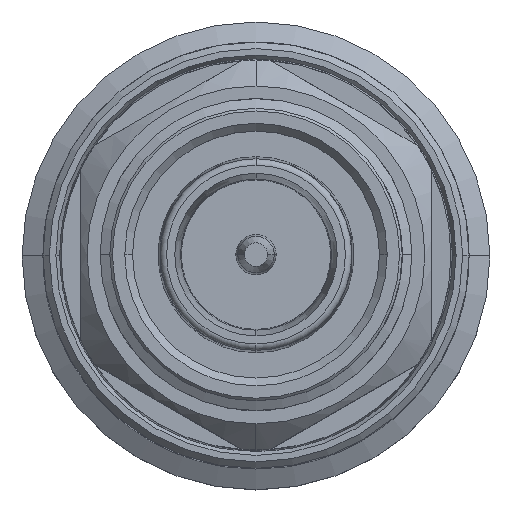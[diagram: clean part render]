
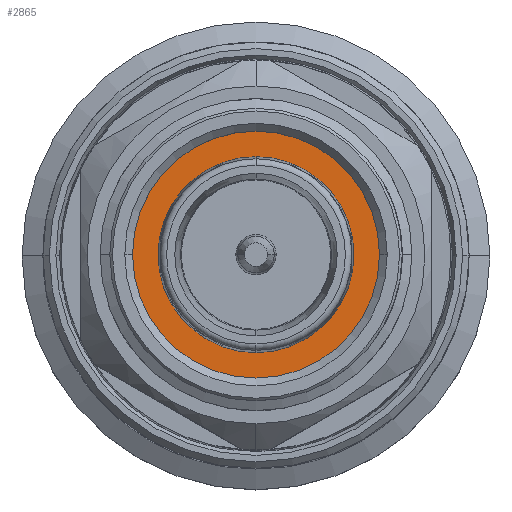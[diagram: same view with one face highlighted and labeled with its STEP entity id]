
A CAD part, top view. The second image highlights one B-rep face of the part: STEP entity #2865.
In plain terms, the highlighted planar face has unit normal (0, 0, 1).
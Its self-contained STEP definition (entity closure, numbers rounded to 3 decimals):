
#571 = FACE_BOUND ( 'NONE', #30523, .T. ) ;
#1139 = DIRECTION ( 'NONE',  ( 0., 0., -1. ) ) ;
#2865 = ADVANCED_FACE ( 'NONE', ( #571, #22412 ), #18274, .F. ) ;
#4042 = CIRCLE ( 'NONE', #26616, 9.5 ) ;
#4597 = EDGE_CURVE ( 'NONE', #10314, #32311, #19691, .T. ) ;
#4675 = CARTESIAN_POINT ( 'NONE',  ( 0., 0., -3.912 ) ) ;
#5696 = ORIENTED_EDGE ( 'NONE', *, *, #14013, .T. ) ;
#6653 = CIRCLE ( 'NONE', #29292, 7.54 ) ;
#7435 = DIRECTION ( 'NONE',  ( -1., 0., 0. ) ) ;
#9870 = CARTESIAN_POINT ( 'NONE',  ( 0., 0., -3.912 ) ) ;
#10135 = DIRECTION ( 'NONE',  ( -1., 0., 0. ) ) ;
#10314 = VERTEX_POINT ( 'NONE', #12192 ) ;
#11524 = EDGE_CURVE ( 'NONE', #32311, #10314, #4042, .T. ) ;
#11593 = CIRCLE ( 'NONE', #35434, 7.54 ) ;
#11916 = VERTEX_POINT ( 'NONE', #16703 ) ;
#12192 = CARTESIAN_POINT ( 'NONE',  ( 9.5, 0., -3.912 ) ) ;
#12614 = DIRECTION ( 'NONE',  ( -1., 0., 0. ) ) ;
#13753 = CARTESIAN_POINT ( 'NONE',  ( 0., 0., -3.912 ) ) ;
#14013 = EDGE_CURVE ( 'NONE', #11916, #23700, #11593, .T. ) ;
#15604 = CARTESIAN_POINT ( 'NONE',  ( 0., -7.54, -3.912 ) ) ;
#16507 = DIRECTION ( 'NONE',  ( -1., 0., 0. ) ) ;
#16703 = CARTESIAN_POINT ( 'NONE',  ( 0., 7.54, -3.912 ) ) ;
#17521 = CARTESIAN_POINT ( 'NONE',  ( 0., 0., -3.912 ) ) ;
#17783 = AXIS2_PLACEMENT_3D ( 'NONE', #4675, #23837, #7435 ) ;
#18274 = PLANE ( 'NONE',  #20011 ) ;
#18311 = EDGE_CURVE ( 'NONE', #23700, #11916, #6653, .T. ) ;
#19691 = CIRCLE ( 'NONE', #17783, 9.5 ) ;
#20011 = AXIS2_PLACEMENT_3D ( 'NONE', #31921, #26522, #10135 ) ;
#20261 = DIRECTION ( 'NONE',  ( -1., 0., 0. ) ) ;
#22412 = FACE_OUTER_BOUND ( 'NONE', #30541, .T. ) ;
#23700 = VERTEX_POINT ( 'NONE', #15604 ) ;
#23837 = DIRECTION ( 'NONE',  ( 0., 0., 1. ) ) ;
#24494 = ORIENTED_EDGE ( 'NONE', *, *, #4597, .T. ) ;
#26522 = DIRECTION ( 'NONE',  ( 0., 0., -1. ) ) ;
#26616 = AXIS2_PLACEMENT_3D ( 'NONE', #9870, #29000, #12614 ) ;
#26787 = ORIENTED_EDGE ( 'NONE', *, *, #18311, .T. ) ;
#28153 = ORIENTED_EDGE ( 'NONE', *, *, #11524, .T. ) ;
#29000 = DIRECTION ( 'NONE',  ( 0., 0., 1. ) ) ;
#29292 = AXIS2_PLACEMENT_3D ( 'NONE', #13753, #32905, #16507 ) ;
#30523 = EDGE_LOOP ( 'NONE', ( #26787, #5696 ) ) ;
#30541 = EDGE_LOOP ( 'NONE', ( #24494, #28153 ) ) ;
#31137 = CARTESIAN_POINT ( 'NONE',  ( -9.5, 0., -3.912 ) ) ;
#31921 = CARTESIAN_POINT ( 'NONE',  ( 0., 0., -3.912 ) ) ;
#32311 = VERTEX_POINT ( 'NONE', #31137 ) ;
#32905 = DIRECTION ( 'NONE',  ( 0., 0., -1. ) ) ;
#35434 = AXIS2_PLACEMENT_3D ( 'NONE', #17521, #1139, #20261 ) ;
